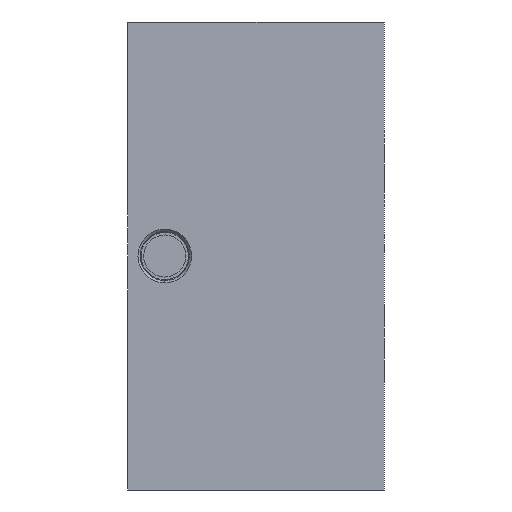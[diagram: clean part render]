
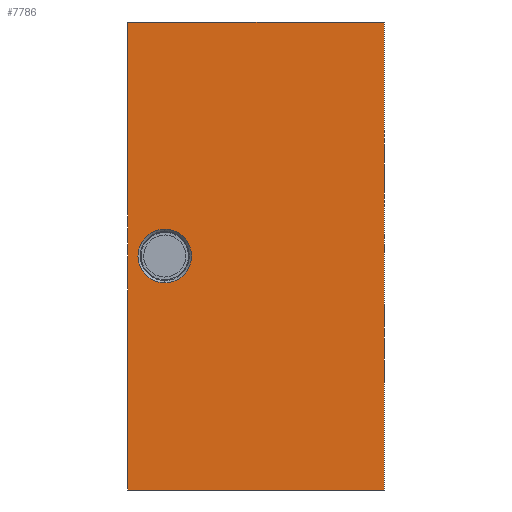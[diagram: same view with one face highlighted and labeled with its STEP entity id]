
A CAD part, left-side view. The second image highlights one B-rep face of the part: STEP entity #7786.
In plain terms, the highlighted planar face has unit normal (-1, 0, 0).
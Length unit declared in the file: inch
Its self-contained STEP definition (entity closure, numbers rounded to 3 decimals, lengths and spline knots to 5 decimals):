
#66 = DIRECTION ( 'NONE',  ( 0., 0., -1. ) ) ;
#220 = CARTESIAN_POINT ( 'NONE',  ( 0., -0.866, 0. ) ) ;
#295 = EDGE_LOOP ( 'NONE', ( #692, #8257 ) ) ;
#692 = ORIENTED_EDGE ( 'NONE', *, *, #13052, .F. ) ;
#896 = CARTESIAN_POINT ( 'NONE',  ( 0., 0., 0. ) ) ;
#973 = CIRCLE ( 'NONE', #2978, 0.09055 ) ;
#1499 = FACE_BOUND ( 'NONE', #295, .T. ) ;
#1704 = ORIENTED_EDGE ( 'NONE', *, *, #4410, .F. ) ;
#1880 = CARTESIAN_POINT ( 'NONE',  ( 0., -0.125, 0.69945 ) ) ;
#2100 = DIRECTION ( 'NONE',  ( 0., -1., 0. ) ) ;
#2479 = VERTEX_POINT ( 'NONE', #7444 ) ;
#2581 = VERTEX_POINT ( 'NONE', #9868 ) ;
#2601 = EDGE_LOOP ( 'NONE', ( #14238, #1704, #7667, #15274 ) ) ;
#2809 = VERTEX_POINT ( 'NONE', #220 ) ;
#2978 = AXIS2_PLACEMENT_3D ( 'NONE', #3973, #9664, #6316 ) ;
#3403 = CARTESIAN_POINT ( 'NONE',  ( 0., -0.866, 1.58 ) ) ;
#3436 = CARTESIAN_POINT ( 'NONE',  ( 0., 0., 1.58 ) ) ;
#3973 = CARTESIAN_POINT ( 'NONE',  ( 0., -0.125, 0.79 ) ) ;
#4099 = EDGE_CURVE ( 'NONE', #11610, #2479, #973, .T. ) ;
#4310 = LINE ( 'NONE', #896, #9951 ) ;
#4353 = CARTESIAN_POINT ( 'NONE',  ( 0., 0., 1.58 ) ) ;
#4410 = EDGE_CURVE ( 'NONE', #10967, #2809, #4553, .T. ) ;
#4553 = LINE ( 'NONE', #3403, #5719 ) ;
#5074 = CARTESIAN_POINT ( 'NONE',  ( 0., 0., 1.58 ) ) ;
#5151 = DIRECTION ( 'NONE',  ( 1., 0., 0. ) ) ;
#5175 = AXIS2_PLACEMENT_3D ( 'NONE', #5074, #5151, #6704 ) ;
#5242 = CIRCLE ( 'NONE', #7234, 0.09055 ) ;
#5605 = CARTESIAN_POINT ( 'NONE',  ( 0., -0.125, 0.79 ) ) ;
#5719 = VECTOR ( 'NONE', #66, 39.37008 ) ;
#6316 = DIRECTION ( 'NONE',  ( 0., 0., 1. ) ) ;
#6641 = EDGE_CURVE ( 'NONE', #10799, #2581, #7614, .T. ) ;
#6697 = CARTESIAN_POINT ( 'NONE',  ( 0., -0.866, 1.58 ) ) ;
#6701 = DIRECTION ( 'NONE',  ( 0., 0., 1. ) ) ;
#6704 = DIRECTION ( 'NONE',  ( 0., 1., 0. ) ) ;
#7234 = AXIS2_PLACEMENT_3D ( 'NONE', #5605, #11592, #6701 ) ;
#7444 = CARTESIAN_POINT ( 'NONE',  ( 0., -0.125, 0.88055 ) ) ;
#7457 = DIRECTION ( 'NONE',  ( 0., 0., -1. ) ) ;
#7614 = LINE ( 'NONE', #14572, #12586 ) ;
#7667 = ORIENTED_EDGE ( 'NONE', *, *, #13785, .F. ) ;
#7786 = ADVANCED_FACE ( 'NONE', ( #1499, #13270 ), #9038, .F. ) ;
#8257 = ORIENTED_EDGE ( 'NONE', *, *, #4099, .F. ) ;
#9038 = PLANE ( 'NONE',  #5175 ) ;
#9664 = DIRECTION ( 'NONE',  ( -1., 0., 0. ) ) ;
#9868 = CARTESIAN_POINT ( 'NONE',  ( 0., 0., 0. ) ) ;
#9951 = VECTOR ( 'NONE', #10464, 39.37008 ) ;
#10464 = DIRECTION ( 'NONE',  ( 0., -1., 0. ) ) ;
#10655 = LINE ( 'NONE', #4353, #12950 ) ;
#10799 = VERTEX_POINT ( 'NONE', #3436 ) ;
#10967 = VERTEX_POINT ( 'NONE', #6697 ) ;
#11592 = DIRECTION ( 'NONE',  ( -1., 0., 0. ) ) ;
#11610 = VERTEX_POINT ( 'NONE', #1880 ) ;
#12586 = VECTOR ( 'NONE', #7457, 39.37008 ) ;
#12950 = VECTOR ( 'NONE', #2100, 39.37008 ) ;
#13052 = EDGE_CURVE ( 'NONE', #2479, #11610, #5242, .T. ) ;
#13270 = FACE_OUTER_BOUND ( 'NONE', #2601, .T. ) ;
#13495 = EDGE_CURVE ( 'NONE', #2581, #2809, #4310, .T. ) ;
#13785 = EDGE_CURVE ( 'NONE', #10799, #10967, #10655, .T. ) ;
#14238 = ORIENTED_EDGE ( 'NONE', *, *, #13495, .T. ) ;
#14572 = CARTESIAN_POINT ( 'NONE',  ( 0., 0., 1.58 ) ) ;
#15274 = ORIENTED_EDGE ( 'NONE', *, *, #6641, .T. ) ;
